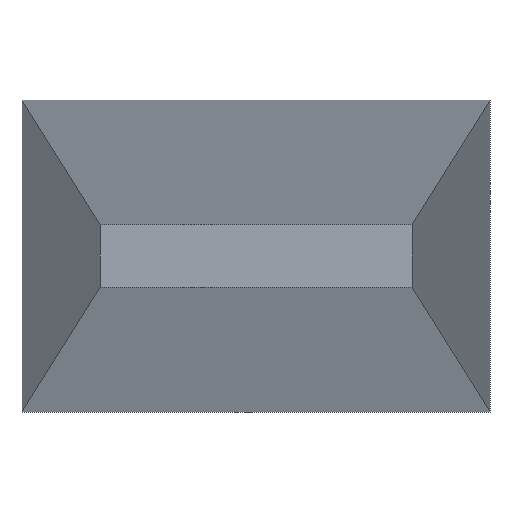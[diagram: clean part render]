
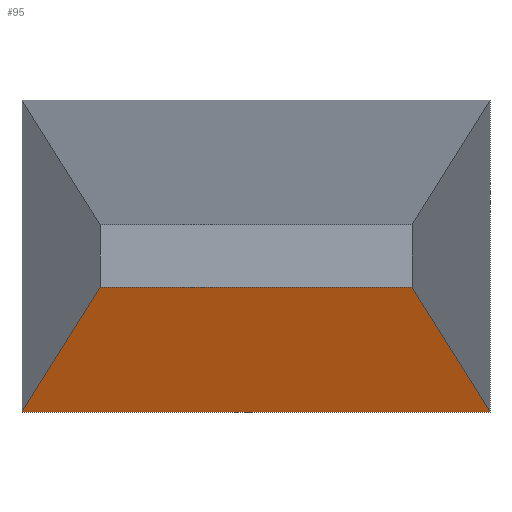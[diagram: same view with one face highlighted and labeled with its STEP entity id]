
A CAD part, front view. The second image highlights one B-rep face of the part: STEP entity #95.
In plain terms, the highlighted planar face has unit normal (0, -0.04, -0.999).
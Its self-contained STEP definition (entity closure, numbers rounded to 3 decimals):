
#1=DIRECTION('',(0.025,0.999,-0.04));
#2=VECTOR('',#1,100.111);
#3=CARTESIAN_POINT('',(5.,-25.,-1.));
#4=LINE('',#3,#2);
#13=DIRECTION('',(1.,0.,0.));
#14=VECTOR('',#13,10.);
#15=CARTESIAN_POINT('',(-5.,-25.,-1.));
#16=LINE('',#15,#14);
#25=DIRECTION('',(-0.025,0.999,-0.04));
#26=VECTOR('',#25,100.111);
#27=CARTESIAN_POINT('',(-5.,-25.,-1.));
#28=LINE('',#27,#26);
#37=DIRECTION('',(-1.,0.,0.));
#38=VECTOR('',#37,15.);
#39=CARTESIAN_POINT('',(7.5,75.,-5.));
#40=LINE('',#39,#38);
#53=CARTESIAN_POINT('',(-5.,-25.,-1.));
#54=CARTESIAN_POINT('',(5.,-25.,-1.));
#55=VERTEX_POINT('',#53);
#56=VERTEX_POINT('',#54);
#61=CARTESIAN_POINT('',(7.5,75.,-5.));
#62=VERTEX_POINT('',#61);
#63=CARTESIAN_POINT('',(-7.5,75.,-5.));
#64=VERTEX_POINT('',#63);
#81=CARTESIAN_POINT('',(-13.185,-25.,-1.));
#82=DIRECTION('',(0.,-0.04,-0.999));
#83=DIRECTION('',(0.,0.999,-0.04));
#84=AXIS2_PLACEMENT_3D('',#81,#82,#83);
#85=PLANE('',#84);
#87=ORIENTED_EDGE('',*,*,#86,.T.);
#88=ORIENTED_EDGE('',*,*,#70,.T.);
#90=ORIENTED_EDGE('',*,*,#89,.T.);
#92=ORIENTED_EDGE('',*,*,#91,.F.);
#93=EDGE_LOOP('',(#87,#88,#90,#92));
#94=FACE_OUTER_BOUND('',#93,.F.);
#95=ADVANCED_FACE('',(#94),#85,.T.);
#70=EDGE_CURVE('',#56,#62,#4,.T.);
#86=EDGE_CURVE('',#55,#56,#16,.T.);
#89=EDGE_CURVE('',#62,#64,#40,.T.);
#91=EDGE_CURVE('',#55,#64,#28,.T.);
